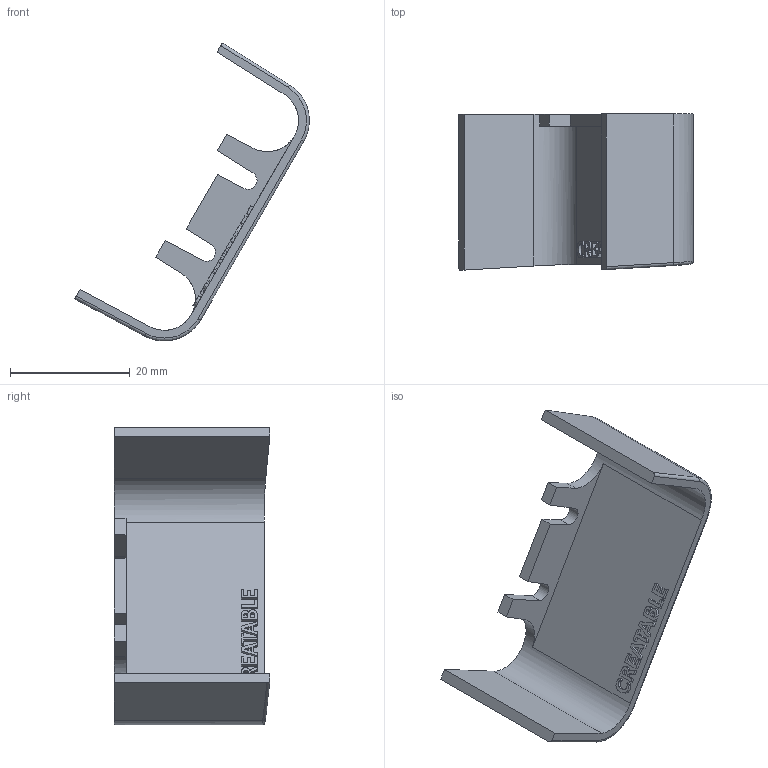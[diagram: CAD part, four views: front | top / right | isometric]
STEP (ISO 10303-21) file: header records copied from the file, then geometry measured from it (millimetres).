
FILE_DESCRIPTION(/* description */ (''),/* implementation_level */ '2;1');
FILE_NAME(/* name */ 'Head cover_160412.stp',/* time_stamp */ '2016-04-12T14:36:35+09:00',/* author */ (''),/* organization */ (''),/* preprocessor_version */ 'ST-DEVELOPER v16',/* originating_system */ 'SIEMENS PLM Software NX 10.0',/* authorisation */ '');
FILE_SCHEMA (('AP203_CONFIGURATION_CONTROLLED_3D_DESIGN_OF_MECHANICAL_PARTS_AND_ASSEMBLIES_MIM_LF { 1 0 10303 403 2 1 2}'));
Length unit declared in the file: millimetre
Products named in the file (1): nx0D8C380Etylc
Bounding box: 39.23 x 26.05 x 49.82 mm (x, y, z)
Volume: 3982.6 mm3; surface area: 4882.3 mm2
Topology: 1 solids, 1 shells, 185 faces, 503 edges, 334 vertices
Faces by surface type: plane 97, bspline 79, cylinder 9
Entity records: 7415 total; most frequent: CARTESIAN_POINT 3272, ORIENTED_EDGE 1006, DIRECTION 530, EDGE_CURVE 503, VERTEX_POINT 334, LINE 280, VECTOR 280, B_SPLINE_CURVE_WITH_KNOTS 205
